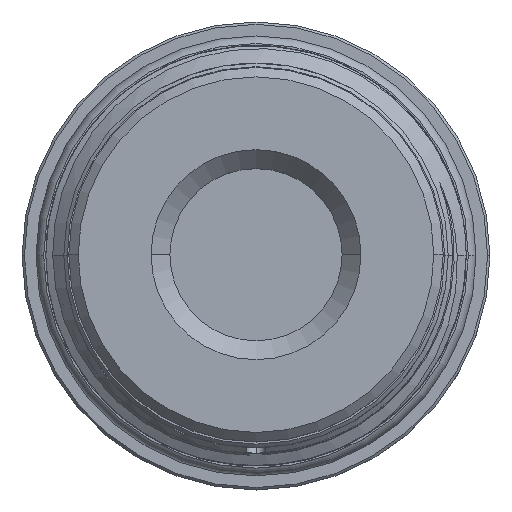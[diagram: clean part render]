
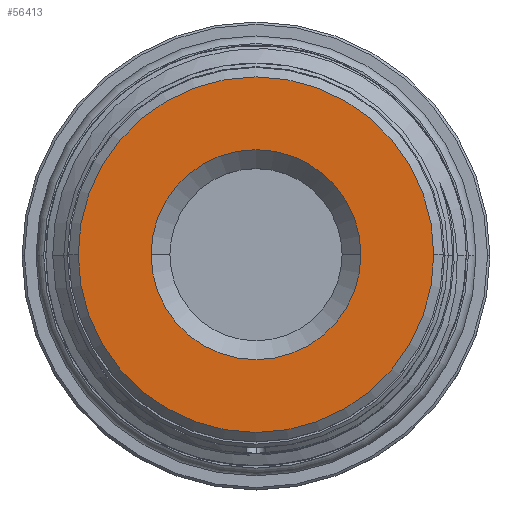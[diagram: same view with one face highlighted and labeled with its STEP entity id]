
A CAD part, top view. The second image highlights one B-rep face of the part: STEP entity #56413.
In plain terms, the highlighted planar face has unit normal (0, 0, 1).
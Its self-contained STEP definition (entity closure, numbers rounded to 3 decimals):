
#494 = ORIENTED_EDGE ( 'NONE', *, *, #17070, .F. ) ;
#2518 = EDGE_LOOP ( 'NONE', ( #494, #50856 ) ) ;
#4150 = CARTESIAN_POINT ( 'NONE',  ( -8.9, 0., 137.257 ) ) ;
#4172 = VERTEX_POINT ( 'NONE', #4150 ) ;
#4578 = CARTESIAN_POINT ( 'NONE',  ( 0., 0., 137.257 ) ) ;
#5019 = CIRCLE ( 'NONE', #59632, 8.9 ) ;
#7076 = AXIS2_PLACEMENT_3D ( 'NONE', #48115, #20231, #52845 ) ;
#8471 = CARTESIAN_POINT ( 'NONE',  ( 0., 0., 137.257 ) ) ;
#8563 = DIRECTION ( 'NONE',  ( 1., 0., 0. ) ) ;
#9094 = DIRECTION ( 'NONE',  ( 0., 0., 1. ) ) ;
#9519 = AXIS2_PLACEMENT_3D ( 'NONE', #43518, #38977, #21524 ) ;
#12017 = CIRCLE ( 'NONE', #9519, 8.9 ) ;
#13925 = EDGE_LOOP ( 'NONE', ( #18135, #15345 ) ) ;
#15345 = ORIENTED_EDGE ( 'NONE', *, *, #20906, .F. ) ;
#17070 = EDGE_CURVE ( 'NONE', #19143, #4172, #5019, .T. ) ;
#18135 = ORIENTED_EDGE ( 'NONE', *, *, #18666, .F. ) ;
#18329 = VERTEX_POINT ( 'NONE', #29918 ) ;
#18666 = EDGE_CURVE ( 'NONE', #61334, #18329, #23409, .T. ) ;
#19143 = VERTEX_POINT ( 'NONE', #55906 ) ;
#20231 = DIRECTION ( 'NONE',  ( 0., 0., -1. ) ) ;
#20906 = EDGE_CURVE ( 'NONE', #18329, #61334, #24072, .T. ) ;
#21524 = DIRECTION ( 'NONE',  ( 1., 0., 0. ) ) ;
#23025 = DIRECTION ( 'NONE',  ( -1., 0., 0. ) ) ;
#23409 = CIRCLE ( 'NONE', #29237, 15.075 ) ;
#24072 = CIRCLE ( 'NONE', #7076, 15.075 ) ;
#29237 = AXIS2_PLACEMENT_3D ( 'NONE', #4578, #32572, #23025 ) ;
#29918 = CARTESIAN_POINT ( 'NONE',  ( 15.075, 0., 137.257 ) ) ;
#32572 = DIRECTION ( 'NONE',  ( 0., 0., -1. ) ) ;
#32601 = CARTESIAN_POINT ( 'NONE',  ( -15.075, 0., 137.257 ) ) ;
#32643 = AXIS2_PLACEMENT_3D ( 'NONE', #32601, #46595, #8563 ) ;
#36925 = PLANE ( 'NONE',  #32643 ) ;
#37238 = DIRECTION ( 'NONE',  ( 1., 0., 0. ) ) ;
#38977 = DIRECTION ( 'NONE',  ( 0., 0., 1. ) ) ;
#43422 = FACE_OUTER_BOUND ( 'NONE', #13925, .T. ) ;
#43518 = CARTESIAN_POINT ( 'NONE',  ( 0., 0., 137.257 ) ) ;
#46595 = DIRECTION ( 'NONE',  ( 0., 0., 1. ) ) ;
#48115 = CARTESIAN_POINT ( 'NONE',  ( 0., 0., 137.257 ) ) ;
#50062 = EDGE_CURVE ( 'NONE', #4172, #19143, #12017, .T. ) ;
#50856 = ORIENTED_EDGE ( 'NONE', *, *, #50062, .F. ) ;
#52845 = DIRECTION ( 'NONE',  ( -1., 0., 0. ) ) ;
#55906 = CARTESIAN_POINT ( 'NONE',  ( 8.9, 0., 137.257 ) ) ;
#55997 = CARTESIAN_POINT ( 'NONE',  ( -15.075, 0., 137.257 ) ) ;
#56413 = ADVANCED_FACE ( 'NONE', ( #43422, #59571 ), #36925, .T. ) ;
#59571 = FACE_BOUND ( 'NONE', #2518, .T. ) ;
#59632 = AXIS2_PLACEMENT_3D ( 'NONE', #8471, #9094, #37238 ) ;
#61334 = VERTEX_POINT ( 'NONE', #55997 ) ;
